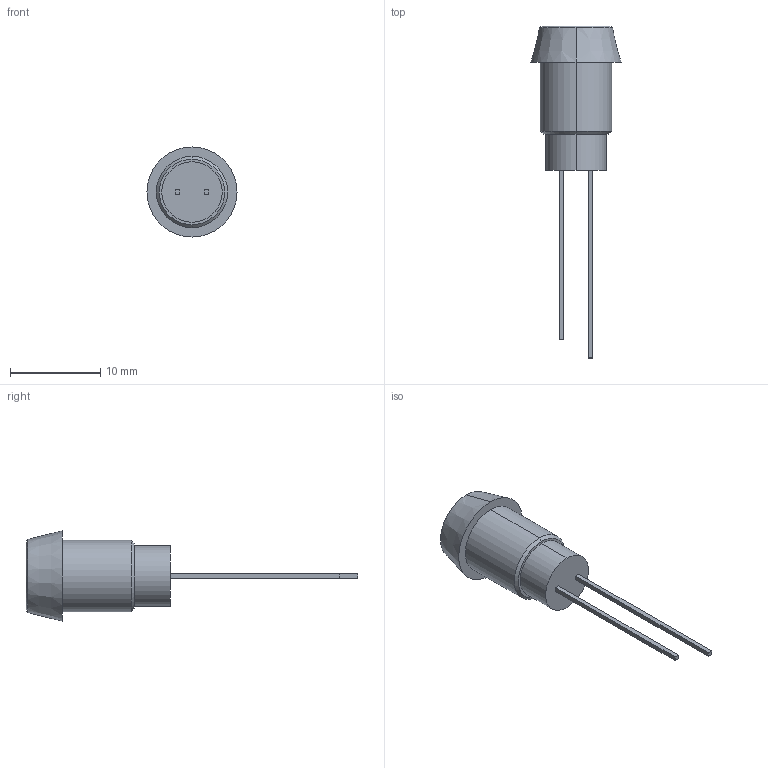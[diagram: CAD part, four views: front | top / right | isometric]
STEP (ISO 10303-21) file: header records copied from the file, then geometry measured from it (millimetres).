
FILE_DESCRIPTION (( 'STEP AP203' ), '1' );
FILE_NAME ('L65DX2L.STEP', '2016-05-31T20:28:21', ( 'user' ), ( 'Microsoft' ), 'SwSTEP 2.0', 'SolidWorks 2014', '' );
FILE_SCHEMA (( 'CONFIG_CONTROL_DESIGN' ));
Length unit declared in the file: inch
Products named in the file (1): L65DX2L
Bounding box: 10 x 36.83 x 10 mm (x, y, z)
Volume: 722.3 mm3; surface area: 653.9 mm2
Topology: 1 solids, 1 shells, 28 faces, 60 edges, 39 vertices
Faces by surface type: plane 14, cone 8, cylinder 4, sphere 2
Entity records: 843 total; most frequent: DIRECTION 142, CARTESIAN_POINT 128, ORIENTED_EDGE 120, EDGE_CURVE 60, AXIS2_PLACEMENT_3D 53, VERTEX_POINT 39, VECTOR 36, LINE 36
